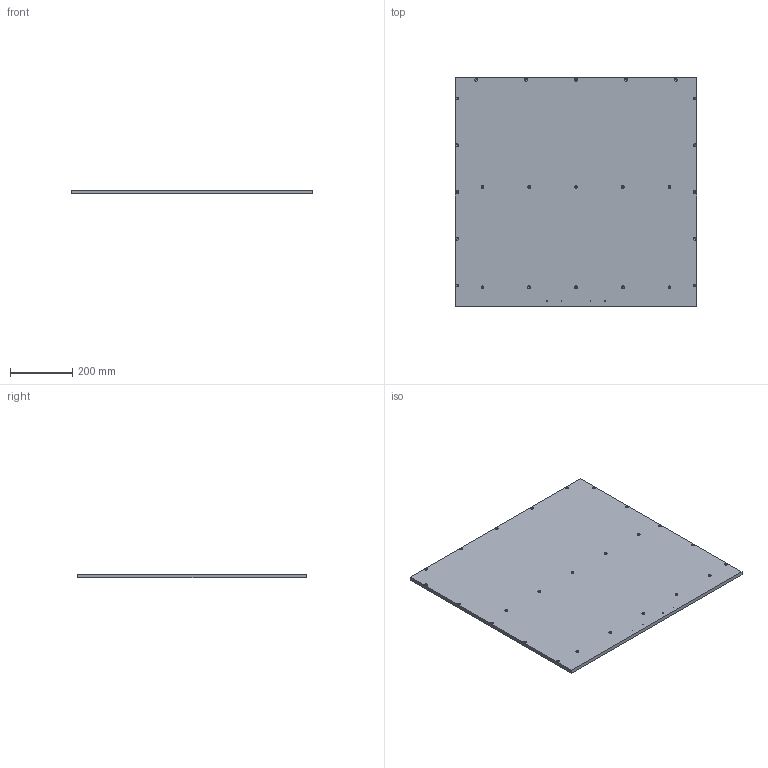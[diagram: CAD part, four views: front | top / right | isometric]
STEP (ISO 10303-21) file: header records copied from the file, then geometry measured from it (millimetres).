
FILE_DESCRIPTION (( 'STEP AP203' ), '1' );
FILE_NAME ('genmitsu-4040-001-003.STEP', '2024-07-19T08:39:08', ( '' ), ( '' ), 'SwSTEP 2.0', 'SolidWorks 2022', '' );
FILE_SCHEMA (( 'CONFIG_CONTROL_DESIGN' ));
Length unit declared in the file: millimetre
Products named in the file (1): genmitsu-4040-001-003
Bounding box: 774 x 732 x 12 mm (x, y, z)
Volume: 6792448.2 mm3; surface area: 1172690.4 mm2
Topology: 1 solids, 1 shells, 114 faces, 286 edges, 174 vertices
Faces by surface type: cylinder 58, cone 50, plane 6
Entity records: 3629 total; most frequent: DIRECTION 682, CARTESIAN_POINT 575, ORIENTED_EDGE 572, EDGE_CURVE 286, AXIS2_PLACEMENT_3D 281, VERTEX_POINT 174, EDGE_LOOP 172, CIRCLE 166
